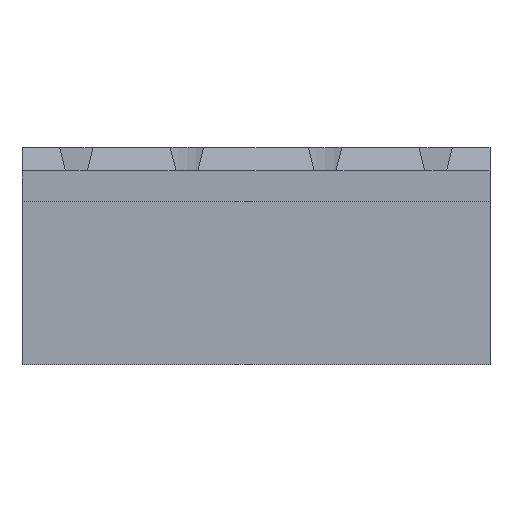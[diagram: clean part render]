
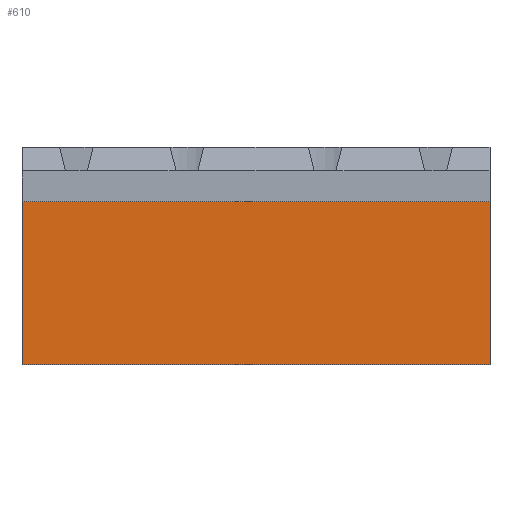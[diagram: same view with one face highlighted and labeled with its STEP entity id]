
A CAD part, front view. The second image highlights one B-rep face of the part: STEP entity #610.
In plain terms, the highlighted planar face has unit normal (0, -1, 0).
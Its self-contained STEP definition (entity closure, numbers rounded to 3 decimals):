
#610 = ADVANCED_FACE( '', ( #1193 ), #1194, .T. );
#1193 = FACE_OUTER_BOUND( '', #1751, .T. );
#1194 = PLANE( '', #1752 );
#1751 = EDGE_LOOP( '', ( #3320, #3321, #3322, #3323 ) );
#1752 = AXIS2_PLACEMENT_3D( '', #3324, #3325, #3326 );
#3320 = ORIENTED_EDGE( '', *, *, #3502, .F. );
#3321 = ORIENTED_EDGE( '', *, *, #3934, .F. );
#3322 = ORIENTED_EDGE( '', *, *, #3643, .T. );
#3323 = ORIENTED_EDGE( '', *, *, #3975, .T. );
#3324 = CARTESIAN_POINT( '', ( 12.91, -4.05, -6. ) );
#3325 = DIRECTION( '', ( 0., -1., 0. ) );
#3326 = DIRECTION( '', ( 0., 0., -1. ) );
#3502 = EDGE_CURVE( '', #4229, #4231, #4232, .T. );
#3643 = EDGE_CURVE( '', #4461, #4459, #4462, .T. );
#3934 = EDGE_CURVE( '', #4461, #4229, #4861, .T. );
#3975 = EDGE_CURVE( '', #4459, #4231, #4903, .T. );
#4229 = VERTEX_POINT( '', #5251 );
#4231 = VERTEX_POINT( '', #5254 );
#4232 = LINE( '', #5255, #5256 );
#4459 = VERTEX_POINT( '', #5630 );
#4461 = VERTEX_POINT( '', #5633 );
#4462 = LINE( '', #5634, #5635 );
#4861 = LINE( '', #6427, #6428 );
#4903 = LINE( '', #6487, #6488 );
#5251 = CARTESIAN_POINT( '', ( -12.91, -4.05, -6. ) );
#5254 = CARTESIAN_POINT( '', ( -12.91, -4.05, 3. ) );
#5255 = CARTESIAN_POINT( '', ( -12.91, -4.05, -6. ) );
#5256 = VECTOR( '', #6650, 1000. );
#5630 = CARTESIAN_POINT( '', ( 12.91, -4.05, 3. ) );
#5633 = CARTESIAN_POINT( '', ( 12.91, -4.05, -6. ) );
#5634 = CARTESIAN_POINT( '', ( 12.91, -4.05, -6. ) );
#5635 = VECTOR( '', #6760, 1000. );
#6427 = CARTESIAN_POINT( '', ( 12.91, -4.05, -6. ) );
#6428 = VECTOR( '', #6995, 1000. );
#6487 = CARTESIAN_POINT( '', ( 12.91, -4.05, 3. ) );
#6488 = VECTOR( '', #7016, 1000. );
#6650 = DIRECTION( '', ( 0., 0., 1. ) );
#6760 = DIRECTION( '', ( 0., 0., 1. ) );
#6995 = DIRECTION( '', ( -1., 0., 0. ) );
#7016 = DIRECTION( '', ( -1., 0., 0. ) );
